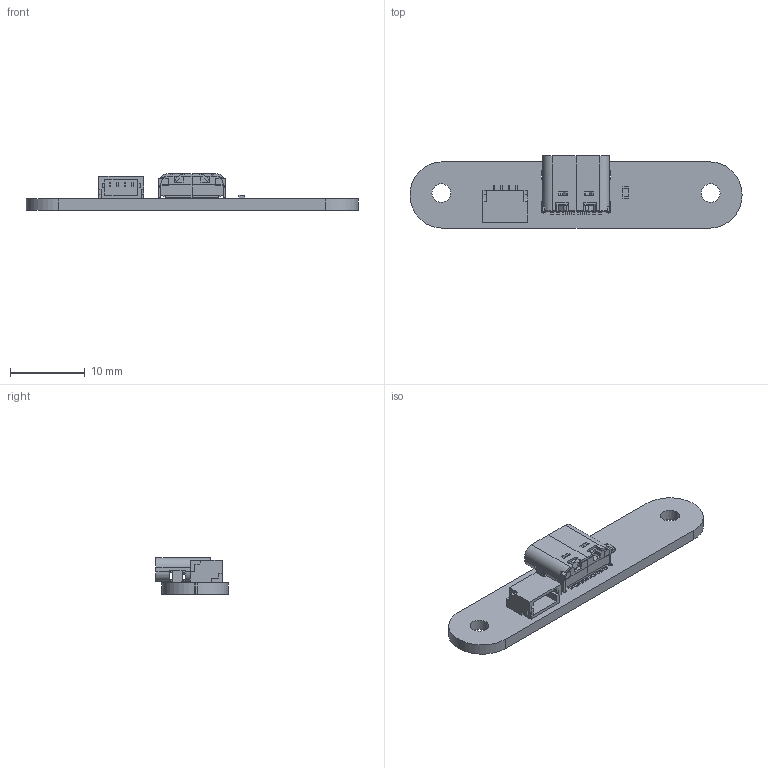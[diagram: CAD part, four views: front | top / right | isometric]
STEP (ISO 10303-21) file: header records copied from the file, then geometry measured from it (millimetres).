
FILE_DESCRIPTION(('KiCad electronic assembly'),'2;1');
FILE_NAME('dtb.step','2024-07-13T22:56:32',('Pcbnew'),('Kicad'), 'Open CASCADE STEP processor 7.8','KiCad to STEP converter','Unknown' );
FILE_SCHEMA(('AUTOMOTIVE_DESIGN { 1 0 10303 214 1 1 1 1 }'));
Length unit declared in the file: millimetre
Products named in the file (5): dtb 1; R_0603_1608Metric; SM04B-SRSS-TB; USB_C_Receptacle_GCT_USB4105-xx-A_16P_TopMnt_Horizontal; dtb_PCB
Assembly tree (4 placements, depth 2):
  dtb 1
    R_0603_1608Metric
    SM04B-SRSS-TB
    USB_C_Receptacle_GCT_USB4105-xx-A_16P_TopMnt_Horizontal
    dtb_PCB
Bounding box: 44.35 x 9.64 x 4.87 mm (x, y, z)
Volume: 711.6 mm3; surface area: 1630.9 mm2
Topology: 39 solids, 39 shells, 794 faces, 2005 edges, 1284 vertices
Faces by surface type: plane 622, cylinder 164, cone 8
Full cylindrical faces by diameter (mm): 0.5 x2, 0.65 x2, 2.5 x2
Entity records: 29277 total; most frequent: CARTESIAN_POINT 4192, ORIENTED_EDGE 4010, DIRECTION 3925, EDGE_CURVE 2005, LINE 1659, VECTOR 1659, VERTEX_POINT 1284, AXIS2_PLACEMENT_3D 1133
